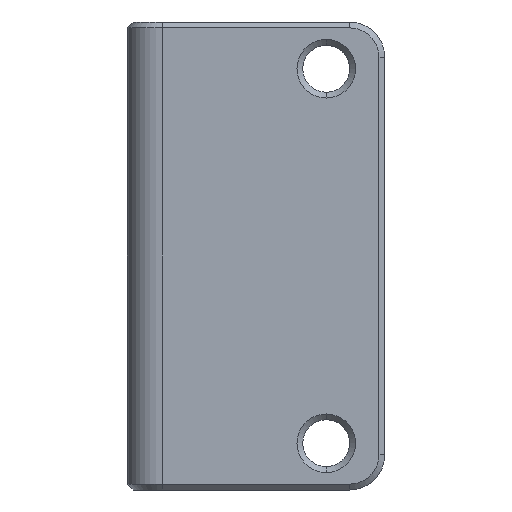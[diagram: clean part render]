
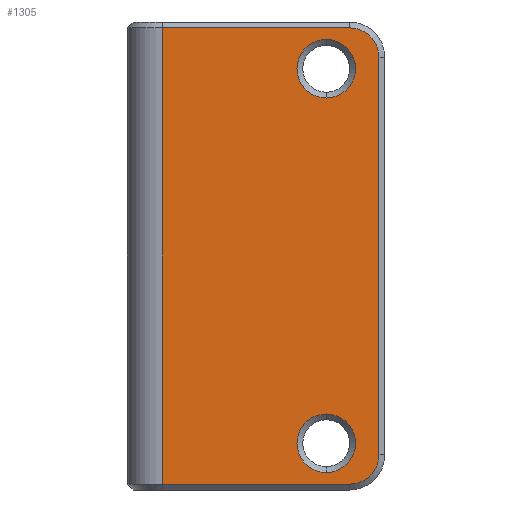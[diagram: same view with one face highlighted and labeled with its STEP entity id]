
A CAD part, front view. The second image highlights one B-rep face of the part: STEP entity #1305.
In plain terms, the highlighted planar face has unit normal (0, -1, 0).
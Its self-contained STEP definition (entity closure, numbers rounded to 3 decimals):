
#79 = CARTESIAN_POINT ( 'NONE',  ( 17., 0., 18.5 ) ) ;
#85 = CIRCLE ( 'NONE', #1413, 2.5 ) ;
#102 = DIRECTION ( 'NONE',  ( 0., 0., 1. ) ) ;
#181 = EDGE_CURVE ( 'NONE', #533, #2289, #1988, .T. ) ;
#204 = DIRECTION ( 'NONE',  ( 0., 1., 0. ) ) ;
#205 = CIRCLE ( 'NONE', #1707, 2.5 ) ;
#237 = FACE_OUTER_BOUND ( 'NONE', #381, .T. ) ;
#255 = CARTESIAN_POINT ( 'NONE',  ( 17., 0., 13.5 ) ) ;
#297 = CARTESIAN_POINT ( 'NONE',  ( 21.5, 0., -17. ) ) ;
#346 = AXIS2_PLACEMENT_3D ( 'NONE', #556, #1286, #102 ) ;
#381 = EDGE_LOOP ( 'NONE', ( #2088, #1534, #2359, #1798, #537, #971 ) ) ;
#409 = EDGE_CURVE ( 'NONE', #438, #1217, #2107, .T. ) ;
#438 = VERTEX_POINT ( 'NONE', #493 ) ;
#451 = LINE ( 'NONE', #2256, #1046 ) ;
#493 = CARTESIAN_POINT ( 'NONE',  ( 3., 0., -19.5 ) ) ;
#521 = VECTOR ( 'NONE', #1222, 1000. ) ;
#533 = VERTEX_POINT ( 'NONE', #79 ) ;
#535 = VERTEX_POINT ( 'NONE', #297 ) ;
#537 = ORIENTED_EDGE ( 'NONE', *, *, #2141, .T. ) ;
#545 = DIRECTION ( 'NONE',  ( -1., 0., 0. ) ) ;
#556 = CARTESIAN_POINT ( 'NONE',  ( 0., 0., 20. ) ) ;
#579 = CIRCLE ( 'NONE', #2226, 2.5 ) ;
#584 = CIRCLE ( 'NONE', #1915, 2.5 ) ;
#602 = EDGE_CURVE ( 'NONE', #1564, #438, #984, .T. ) ;
#628 = EDGE_CURVE ( 'NONE', #1162, #719, #584, .T. ) ;
#645 = FACE_BOUND ( 'NONE', #2293, .T. ) ;
#675 = CARTESIAN_POINT ( 'NONE',  ( 19., 0., -17. ) ) ;
#690 = ORIENTED_EDGE ( 'NONE', *, *, #1426, .T. ) ;
#719 = VERTEX_POINT ( 'NONE', #1302 ) ;
#743 = DIRECTION ( 'NONE',  ( 0., 1., 0. ) ) ;
#820 = CARTESIAN_POINT ( 'NONE',  ( 3., 0., 19.5 ) ) ;
#840 = DIRECTION ( 'NONE',  ( 0., -1., 0. ) ) ;
#871 = EDGE_CURVE ( 'NONE', #2484, #1564, #1587, .T. ) ;
#873 = DIRECTION ( 'NONE',  ( 0., 0., 1. ) ) ;
#971 = ORIENTED_EDGE ( 'NONE', *, *, #871, .T. ) ;
#984 = LINE ( 'NONE', #2564, #2528 ) ;
#1016 = CARTESIAN_POINT ( 'NONE',  ( 21.5, 0., 17. ) ) ;
#1046 = VECTOR ( 'NONE', #2245, 1000. ) ;
#1138 = CARTESIAN_POINT ( 'NONE',  ( 19., 0., -19.5 ) ) ;
#1162 = VERTEX_POINT ( 'NONE', #1829 ) ;
#1217 = VERTEX_POINT ( 'NONE', #1138 ) ;
#1222 = DIRECTION ( 'NONE',  ( 1., 0., 0. ) ) ;
#1227 = EDGE_CURVE ( 'NONE', #535, #1569, #451, .T. ) ;
#1286 = DIRECTION ( 'NONE',  ( 0., 1., 0. ) ) ;
#1302 = CARTESIAN_POINT ( 'NONE',  ( 17., 0., -13.5 ) ) ;
#1305 = ADVANCED_FACE ( 'NONE', ( #645, #1946, #237 ), #2132, .F. ) ;
#1348 = DIRECTION ( 'NONE',  ( 0., 0., -1. ) ) ;
#1355 = CARTESIAN_POINT ( 'NONE',  ( 17., 0., -16. ) ) ;
#1389 = DIRECTION ( 'NONE',  ( 0., 0., 1. ) ) ;
#1413 = AXIS2_PLACEMENT_3D ( 'NONE', #1355, #2568, #2165 ) ;
#1426 = EDGE_CURVE ( 'NONE', #719, #1162, #85, .T. ) ;
#1534 = ORIENTED_EDGE ( 'NONE', *, *, #409, .T. ) ;
#1556 = AXIS2_PLACEMENT_3D ( 'NONE', #2144, #2152, #2197 ) ;
#1564 = VERTEX_POINT ( 'NONE', #820 ) ;
#1569 = VERTEX_POINT ( 'NONE', #1016 ) ;
#1580 = AXIS2_PLACEMENT_3D ( 'NONE', #2240, #840, #2031 ) ;
#1587 = LINE ( 'NONE', #1694, #1944 ) ;
#1592 = CARTESIAN_POINT ( 'NONE',  ( 17., 0., 16. ) ) ;
#1596 = ORIENTED_EDGE ( 'NONE', *, *, #181, .T. ) ;
#1615 = CARTESIAN_POINT ( 'NONE',  ( 0., 0., -19.5 ) ) ;
#1694 = CARTESIAN_POINT ( 'NONE',  ( 3., 0., 19.5 ) ) ;
#1707 = AXIS2_PLACEMENT_3D ( 'NONE', #675, #2582, #873 ) ;
#1798 = ORIENTED_EDGE ( 'NONE', *, *, #1227, .T. ) ;
#1829 = CARTESIAN_POINT ( 'NONE',  ( 17., 0., -18.5 ) ) ;
#1841 = EDGE_LOOP ( 'NONE', ( #2511, #1596 ) ) ;
#1915 = AXIS2_PLACEMENT_3D ( 'NONE', #2138, #743, #1927 ) ;
#1927 = DIRECTION ( 'NONE',  ( 0., 0., 1. ) ) ;
#1944 = VECTOR ( 'NONE', #545, 1000. ) ;
#1946 = FACE_BOUND ( 'NONE', #1841, .T. ) ;
#1988 = CIRCLE ( 'NONE', #1556, 2.5 ) ;
#1995 = ORIENTED_EDGE ( 'NONE', *, *, #628, .T. ) ;
#2031 = DIRECTION ( 'NONE',  ( 0., 0., 1. ) ) ;
#2065 = CARTESIAN_POINT ( 'NONE',  ( 19., 0., 19.5 ) ) ;
#2088 = ORIENTED_EDGE ( 'NONE', *, *, #602, .T. ) ;
#2107 = LINE ( 'NONE', #1615, #521 ) ;
#2132 = PLANE ( 'NONE',  #346 ) ;
#2138 = CARTESIAN_POINT ( 'NONE',  ( 17., 0., -16. ) ) ;
#2141 = EDGE_CURVE ( 'NONE', #1569, #2484, #2222, .T. ) ;
#2144 = CARTESIAN_POINT ( 'NONE',  ( 17., 0., 16. ) ) ;
#2152 = DIRECTION ( 'NONE',  ( 0., 1., 0. ) ) ;
#2165 = DIRECTION ( 'NONE',  ( 0., 0., 1. ) ) ;
#2177 = EDGE_CURVE ( 'NONE', #1217, #535, #205, .T. ) ;
#2197 = DIRECTION ( 'NONE',  ( 0., 0., 1. ) ) ;
#2222 = CIRCLE ( 'NONE', #1580, 2.5 ) ;
#2226 = AXIS2_PLACEMENT_3D ( 'NONE', #1592, #204, #1389 ) ;
#2240 = CARTESIAN_POINT ( 'NONE',  ( 19., 0., 17. ) ) ;
#2245 = DIRECTION ( 'NONE',  ( 0., 0., 1. ) ) ;
#2256 = CARTESIAN_POINT ( 'NONE',  ( 21.5, 0., 20. ) ) ;
#2289 = VERTEX_POINT ( 'NONE', #255 ) ;
#2293 = EDGE_LOOP ( 'NONE', ( #1995, #690 ) ) ;
#2359 = ORIENTED_EDGE ( 'NONE', *, *, #2177, .T. ) ;
#2484 = VERTEX_POINT ( 'NONE', #2065 ) ;
#2511 = ORIENTED_EDGE ( 'NONE', *, *, #2555, .T. ) ;
#2528 = VECTOR ( 'NONE', #1348, 1000. ) ;
#2555 = EDGE_CURVE ( 'NONE', #2289, #533, #579, .T. ) ;
#2564 = CARTESIAN_POINT ( 'NONE',  ( 3., 0., 20. ) ) ;
#2568 = DIRECTION ( 'NONE',  ( 0., 1., 0. ) ) ;
#2582 = DIRECTION ( 'NONE',  ( 0., -1., 0. ) ) ;
